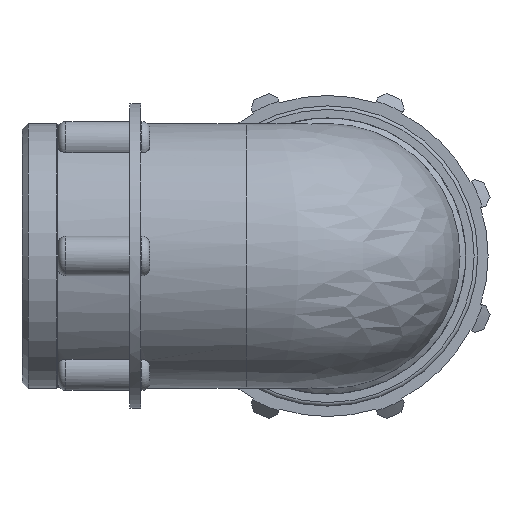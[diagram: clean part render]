
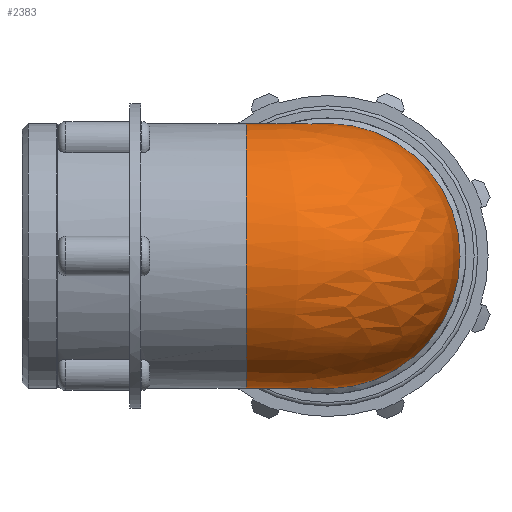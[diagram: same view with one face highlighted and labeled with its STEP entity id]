
A CAD part, left-side view. The second image highlights one B-rep face of the part: STEP entity #2383.
In plain terms, the highlighted free-form (B-spline) face has degree [2, 2] with [7, 3] control points.
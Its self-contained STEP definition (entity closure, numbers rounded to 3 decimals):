
#63=(
BOUNDED_SURFACE()
B_SPLINE_SURFACE(2,2,((#4144,#4145,#4146),(#4147,#4148,#4149),(#4150,#4151,
#4152),(#4153,#4154,#4155),(#4156,#4157,#4158),(#4159,#4160,#4161),(#4162,
#4163,#4164)),.UNSPECIFIED.,.F.,.F.,.F.)
B_SPLINE_SURFACE_WITH_KNOTS((3,2,2,3),(3,3),(-2.234,-0.745,
0.745,2.234),(-3.142,-1.571),
 .UNSPECIFIED.)
GEOMETRIC_REPRESENTATION_ITEM()
RATIONAL_B_SPLINE_SURFACE(((1.,0.707,1.),(0.735,
0.52,0.735),(1.,0.707,1.),(0.735,
0.52,0.735),(1.,0.707,1.),(0.735,
0.52,0.735),(1.,0.707,1.)))
REPRESENTATION_ITEM('')
SURFACE()
);
#494=FACE_OUTER_BOUND('',#634,.T.);
#634=EDGE_LOOP('',(#1756,#1757));
#819=CIRCLE('',#2584,36.826);
#834=CIRCLE('',#2609,36.826);
#1019=VERTEX_POINT('',#3989);
#1020=VERTEX_POINT('',#3991);
#1282=EDGE_CURVE('',#1020,#1019,#819,.T.);
#1300=EDGE_CURVE('',#1020,#1019,#834,.T.);
#1756=ORIENTED_EDGE('',*,*,#1282,.T.);
#1757=ORIENTED_EDGE('',*,*,#1300,.F.);
#2383=ADVANCED_FACE('',(#494),#63,.F.);
#2584=AXIS2_PLACEMENT_3D('',#3992,#3013,#3014);
#2609=AXIS2_PLACEMENT_3D('',#4043,#3063,#3064);
#3013=DIRECTION('center_axis',(0.,-1.,0.));
#3014=DIRECTION('ref_axis',(-1.,0.,0.));
#3063=DIRECTION('center_axis',(1.,0.,0.));
#3064=DIRECTION('ref_axis',(0.,-1.,0.));
#3989=CARTESIAN_POINT('',(22.662,22.662,-29.028));
#3991=CARTESIAN_POINT('',(22.662,22.662,29.028));
#3992=CARTESIAN_POINT('Origin',(0.,22.662,0.));
#4043=CARTESIAN_POINT('Origin',(22.662,0.,0.));
#4144=CARTESIAN_POINT('Ctrl Pts',(22.662,22.662,-29.028));
#4145=CARTESIAN_POINT('Ctrl Pts',(22.662,22.662,-29.028));
#4146=CARTESIAN_POINT('Ctrl Pts',(22.662,22.662,-29.028));
#4147=CARTESIAN_POINT('Ctrl Pts',(-4.086,22.662,-49.911));
#4148=CARTESIAN_POINT('Ctrl Pts',(-4.086,-4.086,-49.911));
#4149=CARTESIAN_POINT('Ctrl Pts',(22.662,-4.086,-49.911));
#4150=CARTESIAN_POINT('Ctrl Pts',(-27.082,22.662,-24.955));
#4151=CARTESIAN_POINT('Ctrl Pts',(-27.082,-27.082,-24.955));
#4152=CARTESIAN_POINT('Ctrl Pts',(22.662,-27.082,-24.955));
#4153=CARTESIAN_POINT('Ctrl Pts',(-50.077,22.662,0.));
#4154=CARTESIAN_POINT('Ctrl Pts',(-50.077,-50.077,0.));
#4155=CARTESIAN_POINT('Ctrl Pts',(22.662,-50.077,0.));
#4156=CARTESIAN_POINT('Ctrl Pts',(-27.082,22.662,24.955));
#4157=CARTESIAN_POINT('Ctrl Pts',(-27.082,-27.082,24.955));
#4158=CARTESIAN_POINT('Ctrl Pts',(22.662,-27.082,24.955));
#4159=CARTESIAN_POINT('Ctrl Pts',(-4.086,22.662,49.911));
#4160=CARTESIAN_POINT('Ctrl Pts',(-4.086,-4.086,49.911));
#4161=CARTESIAN_POINT('Ctrl Pts',(22.662,-4.086,49.911));
#4162=CARTESIAN_POINT('Ctrl Pts',(22.662,22.662,29.028));
#4163=CARTESIAN_POINT('Ctrl Pts',(22.662,22.662,29.028));
#4164=CARTESIAN_POINT('Ctrl Pts',(22.662,22.662,29.028));
